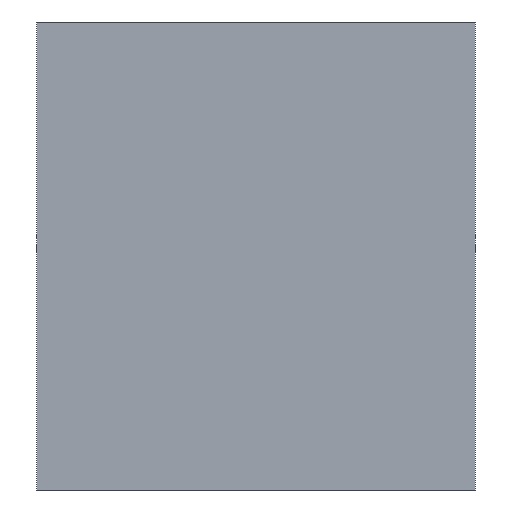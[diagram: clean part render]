
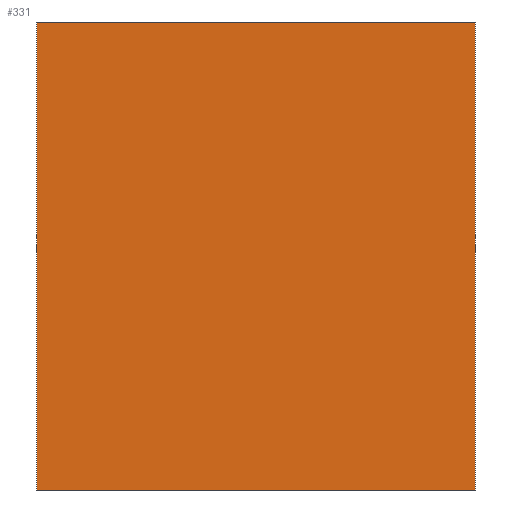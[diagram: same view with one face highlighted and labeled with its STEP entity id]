
A CAD part, left-side view. The second image highlights one B-rep face of the part: STEP entity #331.
In plain terms, the highlighted planar face has unit normal (-1, 0, 0).
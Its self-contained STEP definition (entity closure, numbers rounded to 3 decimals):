
#25=FACE_OUTER_BOUND('',#42,.T.);
#42=EDGE_LOOP('',(#262,#263,#264,#265));
#60=LINE('',#484,#105);
#81=LINE('',#525,#126);
#82=LINE('',#528,#127);
#83=LINE('',#529,#128);
#105=VECTOR('',#393,10.);
#126=VECTOR('',#430,10.);
#127=VECTOR('',#433,10.);
#128=VECTOR('',#434,10.);
#150=VERTEX_POINT('',#481);
#151=VERTEX_POINT('',#483);
#163=VERTEX_POINT('',#523);
#164=VERTEX_POINT('',#527);
#180=EDGE_CURVE('',#151,#150,#60,.T.);
#201=EDGE_CURVE('',#163,#150,#81,.T.);
#202=EDGE_CURVE('',#163,#164,#82,.T.);
#203=EDGE_CURVE('',#164,#151,#83,.T.);
#262=ORIENTED_EDGE('',*,*,#202,.T.);
#263=ORIENTED_EDGE('',*,*,#203,.T.);
#264=ORIENTED_EDGE('',*,*,#180,.T.);
#265=ORIENTED_EDGE('',*,*,#201,.F.);
#314=PLANE('',#371);
#331=ADVANCED_FACE('',(#25),#314,.T.);
#371=AXIS2_PLACEMENT_3D('',#526,#431,#432);
#393=DIRECTION('',(0.,-1.,0.));
#430=DIRECTION('',(0.,0.,-1.));
#431=DIRECTION('center_axis',(-1.,0.,0.));
#432=DIRECTION('ref_axis',(0.,0.,1.));
#433=DIRECTION('',(0.,1.,0.));
#434=DIRECTION('',(0.,0.,-1.));
#481=CARTESIAN_POINT('',(-10.,0.,-8.));
#483=CARTESIAN_POINT('',(-10.,15.,-8.));
#484=CARTESIAN_POINT('',(-10.,0.,-8.));
#523=CARTESIAN_POINT('',(-10.,0.,8.));
#525=CARTESIAN_POINT('',(-10.,0.,0.));
#526=CARTESIAN_POINT('Origin',(-10.,0.,0.));
#527=CARTESIAN_POINT('',(-10.,15.,8.));
#528=CARTESIAN_POINT('',(-10.,0.,8.));
#529=CARTESIAN_POINT('',(-10.,15.,0.));
